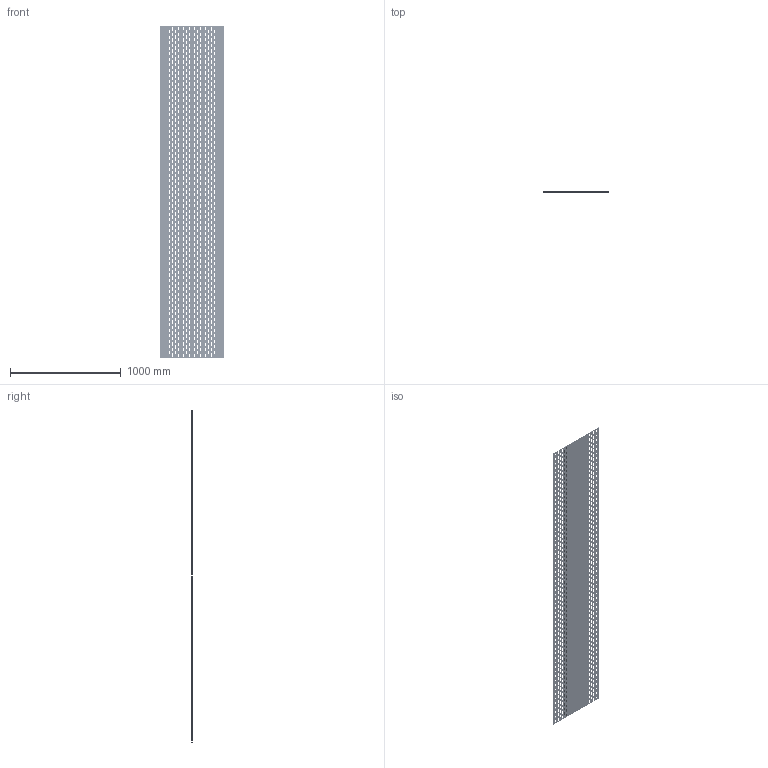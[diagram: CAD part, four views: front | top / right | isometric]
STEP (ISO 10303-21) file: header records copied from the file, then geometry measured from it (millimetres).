
FILE_DESCRIPTION (( 'STEP AP214' ), '1' );
FILE_NAME ('6103368.stp', '2017-03-21T12:11:34', ( '' ), ( '' ), 'SwSTEP 2.0', 'SolidWorks 2016', '' );
FILE_SCHEMA (( 'AUTOMOTIVE_DESIGN' ));
Length unit declared in the file: millimetre
Products named in the file (1): 6103368
Bounding box: 585 x 1 x 3000 mm (x, y, z)
Volume: 1498010.9 mm3; surface area: 3090372.7 mm2
Topology: 1 solids, 1 shells, 6261 faces, 18777 edges, 12518 vertices
Faces by surface type: cylinder 3753, plane 2508
Entity records: 219115 total; most frequent: DIRECTION 38807, CARTESIAN_POINT 37557, ORIENTED_EDGE 37554, EDGE_CURVE 18777, AXIS2_PLACEMENT_3D 13768, VERTEX_POINT 12518, LINE 11271, VECTOR 11271
